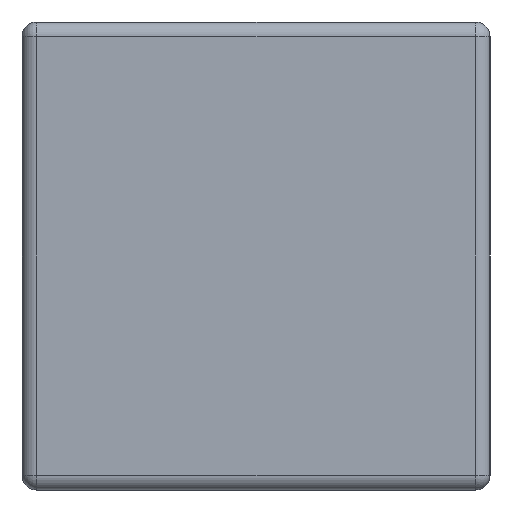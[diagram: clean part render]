
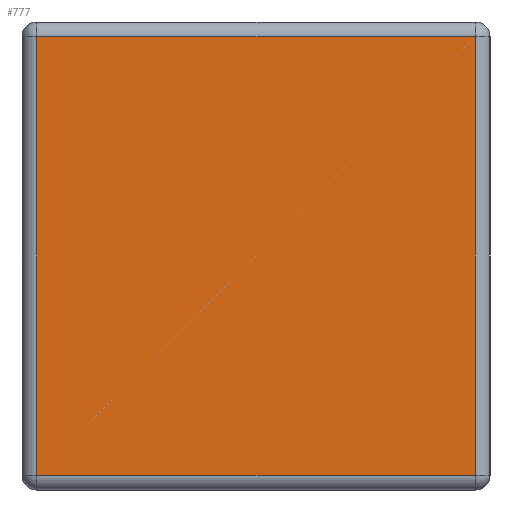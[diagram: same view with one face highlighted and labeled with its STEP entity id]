
A CAD part, left-side view. The second image highlights one B-rep face of the part: STEP entity #777.
In plain terms, the highlighted planar face has unit normal (-1, 0, 0).
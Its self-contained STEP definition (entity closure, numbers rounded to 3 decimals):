
#4 = ORIENTED_EDGE ( 'NONE', *, *, #315, .T. ) ;
#57 = LINE ( 'NONE', #710, #432 ) ;
#60 = CARTESIAN_POINT ( 'NONE',  ( -2.25, 0.05, -0.75 ) ) ;
#98 = VECTOR ( 'NONE', #122, 1000. ) ;
#104 = CARTESIAN_POINT ( 'NONE',  ( -2.25, 1.55, -0.75 ) ) ;
#122 = DIRECTION ( 'NONE',  ( 0., -1., 0. ) ) ;
#124 = EDGE_CURVE ( 'NONE', #367, #350, #742, .T. ) ;
#128 = LINE ( 'NONE', #312, #98 ) ;
#219 = VERTEX_POINT ( 'NONE', #104 ) ;
#230 = ORIENTED_EDGE ( 'NONE', *, *, #124, .T. ) ;
#239 = CARTESIAN_POINT ( 'NONE',  ( -2.25, 1.55, 0.8 ) ) ;
#289 = CARTESIAN_POINT ( 'NONE',  ( -2.25, 1.55, 0.75 ) ) ;
#312 = CARTESIAN_POINT ( 'NONE',  ( -2.25, 1.6, -0.75 ) ) ;
#315 = EDGE_CURVE ( 'NONE', #350, #683, #57, .T. ) ;
#350 = VERTEX_POINT ( 'NONE', #417 ) ;
#367 = VERTEX_POINT ( 'NONE', #60 ) ;
#371 = EDGE_CURVE ( 'NONE', #683, #219, #941, .T. ) ;
#417 = CARTESIAN_POINT ( 'NONE',  ( -2.25, 0.05, 0.75 ) ) ;
#432 = VECTOR ( 'NONE', #1150, 1000. ) ;
#457 = VECTOR ( 'NONE', #702, 1000. ) ;
#469 = CARTESIAN_POINT ( 'NONE',  ( -2.25, 0.05, 0.8 ) ) ;
#590 = FACE_OUTER_BOUND ( 'NONE', #926, .T. ) ;
#660 = DIRECTION ( 'NONE',  ( 0., 0., -1. ) ) ;
#678 = PLANE ( 'NONE',  #885 ) ;
#683 = VERTEX_POINT ( 'NONE', #289 ) ;
#702 = DIRECTION ( 'NONE',  ( 0., 0., -1. ) ) ;
#710 = CARTESIAN_POINT ( 'NONE',  ( -2.25, 1.6, 0.75 ) ) ;
#725 = EDGE_CURVE ( 'NONE', #219, #367, #128, .T. ) ;
#742 = LINE ( 'NONE', #469, #1026 ) ;
#777 = ADVANCED_FACE ( 'NONE', ( #590 ), #678, .F. ) ;
#885 = AXIS2_PLACEMENT_3D ( 'NONE', #1038, #1045, #660 ) ;
#912 = ORIENTED_EDGE ( 'NONE', *, *, #725, .T. ) ;
#926 = EDGE_LOOP ( 'NONE', ( #4, #1165, #912, #230 ) ) ;
#932 = DIRECTION ( 'NONE',  ( 0., 0., 1. ) ) ;
#941 = LINE ( 'NONE', #239, #457 ) ;
#1026 = VECTOR ( 'NONE', #932, 1000. ) ;
#1038 = CARTESIAN_POINT ( 'NONE',  ( -2.25, 1.6, 0.8 ) ) ;
#1045 = DIRECTION ( 'NONE',  ( 1., 0., 0. ) ) ;
#1150 = DIRECTION ( 'NONE',  ( 0., 1., 0. ) ) ;
#1165 = ORIENTED_EDGE ( 'NONE', *, *, #371, .T. ) ;
